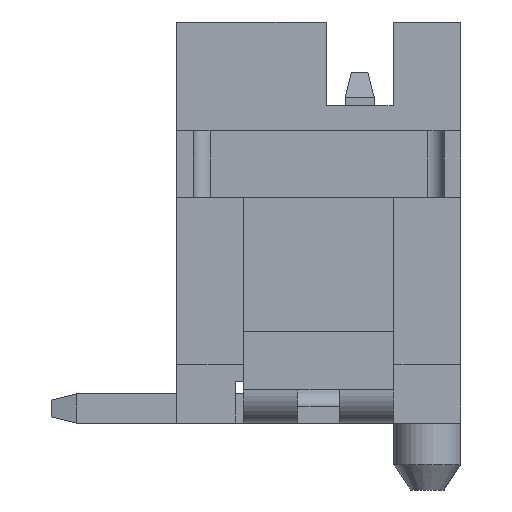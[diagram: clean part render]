
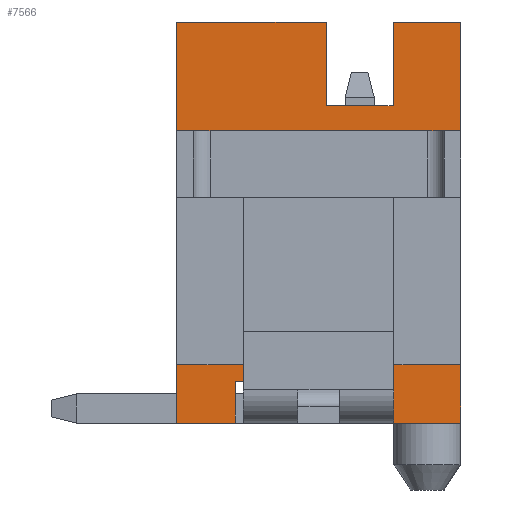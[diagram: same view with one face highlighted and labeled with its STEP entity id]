
A CAD part, left-side view. The second image highlights one B-rep face of the part: STEP entity #7566.
In plain terms, the highlighted planar face has unit normal (-1, 0, 0).
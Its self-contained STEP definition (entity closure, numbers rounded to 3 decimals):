
#5992=CARTESIAN_POINT('',(-3.95,1.7,0.));
#5993=VERTEX_POINT('',#5992);
#6000=CARTESIAN_POINT('',(-3.95,1.7,0.7));
#6001=VERTEX_POINT('',#6000);
#6002=CARTESIAN_POINT('',(-3.95,1.7,0.7));
#6003=DIRECTION('',(0.0,0.0,-1.0));
#6004=VECTOR('',#6003,0.7);
#6005=LINE('',#6002,#6004);
#6006=EDGE_CURVE('',#6001,#5993,#6005,.T.);
#6024=CARTESIAN_POINT('',(-3.95,1.7,2.7));
#6025=VERTEX_POINT('',#6024);
#6032=CARTESIAN_POINT('',(-3.95,1.7,4.8));
#6033=VERTEX_POINT('',#6032);
#6034=CARTESIAN_POINT('',(-3.95,1.7,4.8));
#6035=DIRECTION('',(0.0,0.0,-1.0));
#6036=VECTOR('',#6035,2.1);
#6037=LINE('',#6034,#6036);
#6038=EDGE_CURVE('',#6033,#6025,#6037,.T.);
#7068=CARTESIAN_POINT('',(-3.95,-1.7,4.8));
#7069=VERTEX_POINT('',#7068);
#7102=CARTESIAN_POINT('',(-3.95,-0.89,4.8));
#7103=VERTEX_POINT('',#7102);
#7110=CARTESIAN_POINT('',(-3.95,-0.89,4.8));
#7111=DIRECTION('',(0.0,-1.0,0.0));
#7112=VECTOR('',#7111,0.81);
#7113=LINE('',#7110,#7112);
#7114=EDGE_CURVE('',#7103,#7069,#7113,.T.);
#7282=CARTESIAN_POINT('',(-3.95,-1.2,0.7));
#7283=VERTEX_POINT('',#7282);
#7284=CARTESIAN_POINT('',(-3.95,-1.2,2.7));
#7285=VERTEX_POINT('',#7284);
#7286=CARTESIAN_POINT('',(-3.95,-1.2,0.7));
#7287=DIRECTION('',(0.0,0.0,1.0));
#7288=VECTOR('',#7287,2.0);
#7289=LINE('',#7286,#7288);
#7290=EDGE_CURVE('',#7283,#7285,#7289,.T.);
#7322=CARTESIAN_POINT('',(-3.95,0.5,0.5));
#7323=VERTEX_POINT('',#7322);
#7324=CARTESIAN_POINT('',(-3.95,0.5,0.));
#7325=VERTEX_POINT('',#7324);
#7326=CARTESIAN_POINT('',(-3.95,0.5,0.5));
#7327=DIRECTION('',(0.0,0.0,-1.0));
#7328=VECTOR('',#7327,0.5);
#7329=LINE('',#7326,#7328);
#7330=EDGE_CURVE('',#7323,#7325,#7329,.T.);
#7363=CARTESIAN_POINT('',(-3.95,-1.3,0.));
#7364=VERTEX_POINT('',#7363);
#7372=CARTESIAN_POINT('',(-3.95,-1.3,0.));
#7373=DIRECTION('',(0.0,1.0,0.0));
#7374=VECTOR('',#7373,1.8);
#7375=LINE('',#7372,#7374);
#7376=EDGE_CURVE('',#7364,#7325,#7375,.T.);
#7443=CARTESIAN_POINT('',(-3.95,-1.203,1.492));
#7444=DIRECTION('',(1.0,0.0,0.0));
#7445=DIRECTION('',(0.0,1.0,0.0));
#7446=AXIS2_PLACEMENT_3D('',#7443,#7444,#7445);
#7447=PLANE('',#7446);
#7448=ORIENTED_EDGE('',*,*,#7290,.T.);
#7449=CARTESIAN_POINT('',(-3.95,-1.7,2.7));
#7450=VERTEX_POINT('',#7449);
#7451=CARTESIAN_POINT('',(-3.95,-1.7,2.7));
#7452=DIRECTION('',(0.0,1.0,0.0));
#7453=VECTOR('',#7452,0.5);
#7454=LINE('',#7451,#7453);
#7455=EDGE_CURVE('',#7450,#7285,#7454,.T.);
#7456=ORIENTED_EDGE('',*,*,#7455,.F.);
#7457=CARTESIAN_POINT('',(-3.95,-1.7,2.7));
#7458=DIRECTION('',(0.0,0.0,1.0));
#7459=VECTOR('',#7458,2.1);
#7460=LINE('',#7457,#7459);
#7461=EDGE_CURVE('',#7450,#7069,#7460,.T.);
#7462=ORIENTED_EDGE('',*,*,#7461,.T.);
#7463=ORIENTED_EDGE('',*,*,#7114,.F.);
#7464=CARTESIAN_POINT('',(-3.95,-0.89,3.8));
#7465=VERTEX_POINT('',#7464);
#7466=CARTESIAN_POINT('',(-3.95,-0.89,3.8));
#7467=DIRECTION('',(0.0,0.0,1.0));
#7468=VECTOR('',#7467,1.0);
#7469=LINE('',#7466,#7468);
#7470=EDGE_CURVE('',#7465,#7103,#7469,.T.);
#7471=ORIENTED_EDGE('',*,*,#7470,.F.);
#7472=CARTESIAN_POINT('',(-3.95,-0.09,3.8));
#7473=VERTEX_POINT('',#7472);
#7474=CARTESIAN_POINT('',(-3.95,-0.09,3.8));
#7475=DIRECTION('',(0.0,-1.0,0.0));
#7476=VECTOR('',#7475,0.8);
#7477=LINE('',#7474,#7476);
#7478=EDGE_CURVE('',#7473,#7465,#7477,.T.);
#7479=ORIENTED_EDGE('',*,*,#7478,.F.);
#7480=CARTESIAN_POINT('',(-3.95,-0.09,4.8));
#7481=VERTEX_POINT('',#7480);
#7482=CARTESIAN_POINT('',(-3.95,-0.09,3.8));
#7483=DIRECTION('',(0.0,0.0,1.0));
#7484=VECTOR('',#7483,1.0);
#7485=LINE('',#7482,#7484);
#7486=EDGE_CURVE('',#7473,#7481,#7485,.T.);
#7487=ORIENTED_EDGE('',*,*,#7486,.T.);
#7488=CARTESIAN_POINT('',(-3.95,-0.09,4.8));
#7489=DIRECTION('',(0.0,1.0,0.0));
#7490=VECTOR('',#7489,1.79);
#7491=LINE('',#7488,#7490);
#7492=EDGE_CURVE('',#7481,#6033,#7491,.T.);
#7493=ORIENTED_EDGE('',*,*,#7492,.T.);
#7494=ORIENTED_EDGE('',*,*,#6038,.T.);
#7495=CARTESIAN_POINT('',(-3.95,1.2,2.7));
#7496=VERTEX_POINT('',#7495);
#7497=CARTESIAN_POINT('',(-3.95,1.7,2.7));
#7498=DIRECTION('',(0.0,-1.0,0.0));
#7499=VECTOR('',#7498,0.5);
#7500=LINE('',#7497,#7499);
#7501=EDGE_CURVE('',#6025,#7496,#7500,.T.);
#7502=ORIENTED_EDGE('',*,*,#7501,.T.);
#7503=CARTESIAN_POINT('',(-3.95,1.2,0.7));
#7504=VERTEX_POINT('',#7503);
#7505=CARTESIAN_POINT('',(-3.95,1.2,2.7));
#7506=DIRECTION('',(0.0,0.0,-1.0));
#7507=VECTOR('',#7506,2.);
#7508=LINE('',#7505,#7507);
#7509=EDGE_CURVE('',#7496,#7504,#7508,.T.);
#7510=ORIENTED_EDGE('',*,*,#7509,.T.);
#7511=CARTESIAN_POINT('',(-3.95,1.2,0.7));
#7512=DIRECTION('',(0.0,1.0,0.0));
#7513=VECTOR('',#7512,0.5);
#7514=LINE('',#7511,#7513);
#7515=EDGE_CURVE('',#7504,#6001,#7514,.T.);
#7516=ORIENTED_EDGE('',*,*,#7515,.T.);
#7517=ORIENTED_EDGE('',*,*,#6006,.T.);
#7518=CARTESIAN_POINT('',(-3.95,1.,0.));
#7519=VERTEX_POINT('',#7518);
#7520=CARTESIAN_POINT('',(-3.95,1.,0.));
#7521=DIRECTION('',(0.0,1.0,0.0));
#7522=VECTOR('',#7521,0.7);
#7523=LINE('',#7520,#7522);
#7524=EDGE_CURVE('',#7519,#5993,#7523,.T.);
#7525=ORIENTED_EDGE('',*,*,#7524,.F.);
#7526=CARTESIAN_POINT('',(-3.95,1.,0.5));
#7527=VERTEX_POINT('',#7526);
#7528=CARTESIAN_POINT('',(-3.95,1.,0.5));
#7529=DIRECTION('',(0.0,0.0,-1.0));
#7530=VECTOR('',#7529,0.5);
#7531=LINE('',#7528,#7530);
#7532=EDGE_CURVE('',#7527,#7519,#7531,.T.);
#7533=ORIENTED_EDGE('',*,*,#7532,.F.);
#7534=CARTESIAN_POINT('',(-3.95,0.5,0.5));
#7535=DIRECTION('',(0.0,1.0,0.0));
#7536=VECTOR('',#7535,0.5);
#7537=LINE('',#7534,#7536);
#7538=EDGE_CURVE('',#7323,#7527,#7537,.T.);
#7539=ORIENTED_EDGE('',*,*,#7538,.F.);
#7540=ORIENTED_EDGE('',*,*,#7330,.T.);
#7541=ORIENTED_EDGE('',*,*,#7376,.F.);
#7542=CARTESIAN_POINT('',(-3.95,-1.7,0.));
#7543=VERTEX_POINT('',#7542);
#7544=CARTESIAN_POINT('',(-3.95,-1.7,0.));
#7545=DIRECTION('',(0.0,1.0,0.0));
#7546=VECTOR('',#7545,0.4);
#7547=LINE('',#7544,#7546);
#7548=EDGE_CURVE('',#7543,#7364,#7547,.T.);
#7549=ORIENTED_EDGE('',*,*,#7548,.F.);
#7550=CARTESIAN_POINT('',(-3.95,-1.7,0.7));
#7551=VERTEX_POINT('',#7550);
#7552=CARTESIAN_POINT('',(-3.95,-1.7,0.));
#7553=DIRECTION('',(0.0,0.0,1.0));
#7554=VECTOR('',#7553,0.7);
#7555=LINE('',#7552,#7554);
#7556=EDGE_CURVE('',#7543,#7551,#7555,.T.);
#7557=ORIENTED_EDGE('',*,*,#7556,.T.);
#7558=CARTESIAN_POINT('',(-3.95,-1.7,0.7));
#7559=DIRECTION('',(0.0,1.0,0.0));
#7560=VECTOR('',#7559,0.5);
#7561=LINE('',#7558,#7560);
#7562=EDGE_CURVE('',#7551,#7283,#7561,.T.);
#7563=ORIENTED_EDGE('',*,*,#7562,.T.);
#7564=EDGE_LOOP('',(#7448,#7456,#7462,#7463,#7471,#7479,#7487,#7493,#7494,#7502,#7510,#7516,#7517,#7525,#7533,#7539,#7540,#7541,#7549,#7557,#7563));
#7565=FACE_OUTER_BOUND('',#7564,.T.);
#7566=ADVANCED_FACE('',(#7565),#7447,.F.);
